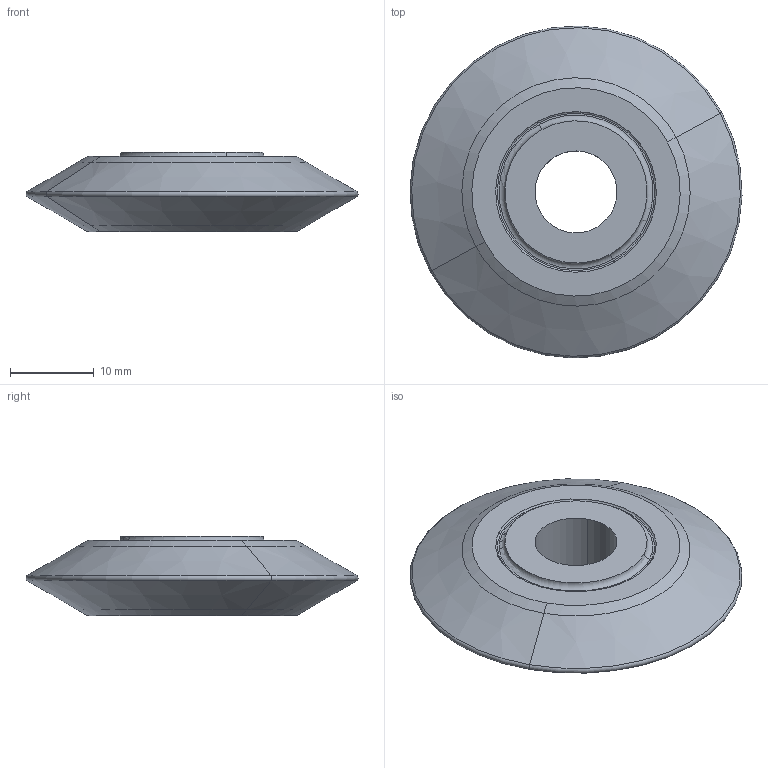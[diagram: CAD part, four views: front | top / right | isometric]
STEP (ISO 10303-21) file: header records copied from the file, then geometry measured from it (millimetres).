
FILE_DESCRIPTION(('CATIA V5 STEP Exchange','CAx-IF Rec.Pracs.--- Model Styling and Organization---1.2---2011-12-15'),'2;1');
FILE_NAME('TR17-T-39.7-M60-8P.stp','2019-03-13T05:26:16+00:00',('none'),('none'),'CATIA Version 5 Release 21 SP 5 (IN-10)','CATIA V5 STEP AP214','none');
FILE_SCHEMA(('AUTOMOTIVE_DESIGN { 1 0 10303 214 1 1 1 1 }'));
Length unit declared in the file: millimetre
Products named in the file (1): TR17-T-39.7-M60-8P
Bounding box: 39.69 x 39.69 x 9.5 mm (x, y, z)
Volume: 7081.1 mm3; surface area: 4232 mm2
Topology: 2 solids, 2 shells, 24 faces, 60 edges, 41 vertices
Faces by surface type: cone 8, torus 6, cylinder 6, plane 4
Entity records: 746 total; most frequent: CARTESIAN_POINT 162, ORIENTED_EDGE 112, DIRECTION 92, AXIS2_PLACEMENT_3D 59, EDGE_CURVE 56, CIRCLE 41, VERTEX_POINT 36, EDGE_LOOP 28
